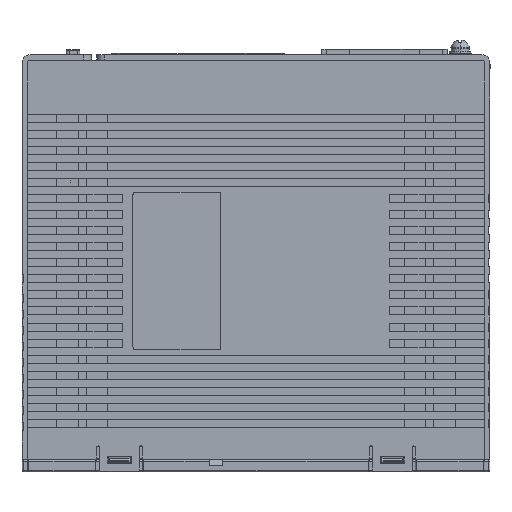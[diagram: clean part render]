
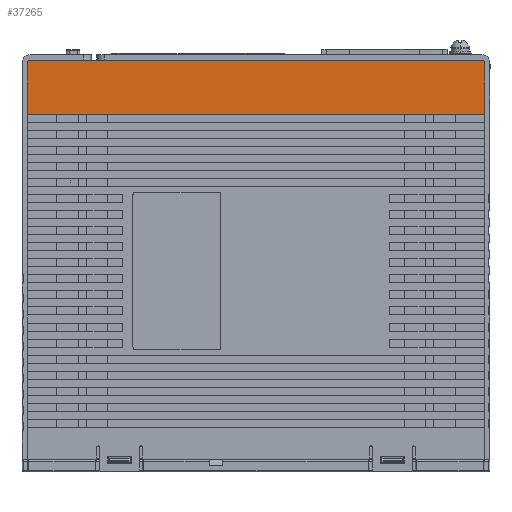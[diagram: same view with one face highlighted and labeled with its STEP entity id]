
A CAD part, left-side view. The second image highlights one B-rep face of the part: STEP entity #37265.
In plain terms, the highlighted planar face has unit normal (-1, 0, 0).
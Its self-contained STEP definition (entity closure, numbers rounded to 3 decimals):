
#4898=DIRECTION('',(0.,0.,1.));
#4899=VECTOR('',#4898,19.316);
#4900=CARTESIAN_POINT('',(0.,173.,-22.316));
#4901=LINE('',#4900,#4899);
#4902=CARTESIAN_POINT('',(0.,172.,-3.));
#4903=DIRECTION('',(1.,0.,0.));
#4904=DIRECTION('',(0.,1.,0.));
#4905=AXIS2_PLACEMENT_3D('',#4902,#4903,#4904);
#4907=DIRECTION('',(0.,-1.,0.));
#4908=VECTOR('',#4907,169.);
#4909=CARTESIAN_POINT('',(0.,172.,-2.));
#4910=LINE('',#4909,#4908);
#4911=CARTESIAN_POINT('',(0.,3.,-3.));
#4912=DIRECTION('',(1.,0.,0.));
#4913=DIRECTION('',(0.,0.,1.));
#4914=AXIS2_PLACEMENT_3D('',#4911,#4912,#4913);
#4916=DIRECTION('',(0.,0.,-1.));
#4917=VECTOR('',#4916,19.316);
#4918=CARTESIAN_POINT('',(0.,2.,-3.));
#4919=LINE('',#4918,#4917);
#4948=DIRECTION('',(0.,-1.,0.));
#4949=VECTOR('',#4948,171.);
#4950=CARTESIAN_POINT('',(0.,173.,-22.316));
#4951=LINE('',#4950,#4949);
#24701=CARTESIAN_POINT('',(0.,172.,-2.));
#24702=CARTESIAN_POINT('',(0.,3.,-2.));
#24703=VERTEX_POINT('',#24701);
#24704=VERTEX_POINT('',#24702);
#25673=CARTESIAN_POINT('',(0.,2.,-22.316));
#25674=VERTEX_POINT('',#25673);
#25675=CARTESIAN_POINT('',(0.,2.,-3.));
#25676=VERTEX_POINT('',#25675);
#25715=CARTESIAN_POINT('',(0.,173.,-3.));
#25716=VERTEX_POINT('',#25715);
#25717=CARTESIAN_POINT('',(0.,173.,-22.316));
#25718=VERTEX_POINT('',#25717);
#37250=CARTESIAN_POINT('',(0.,175.,0.));
#37251=DIRECTION('',(-1.,0.,0.));
#37252=DIRECTION('',(0.,-1.,0.));
#37253=AXIS2_PLACEMENT_3D('',#37250,#37251,#37252);
#37254=PLANE('',#37253);
#37256=ORIENTED_EDGE('',*,*,#37255,.F.);
#37257=ORIENTED_EDGE('',*,*,#37079,.T.);
#37258=ORIENTED_EDGE('',*,*,#37242,.T.);
#37259=ORIENTED_EDGE('',*,*,#35155,.T.);
#37261=ORIENTED_EDGE('',*,*,#37260,.T.);
#37262=ORIENTED_EDGE('',*,*,#36810,.T.);
#37263=EDGE_LOOP('',(#37256,#37257,#37258,#37259,#37261,#37262));
#37264=FACE_OUTER_BOUND('',#37263,.F.);
#37265=ADVANCED_FACE('',(#37264),#37254,.T.);
#4906=CIRCLE('',#4905,1.);
#4915=CIRCLE('',#4914,1.);
#35155=EDGE_CURVE('',#24703,#24704,#4910,.T.);
#36810=EDGE_CURVE('',#25676,#25674,#4919,.T.);
#37079=EDGE_CURVE('',#25718,#25716,#4901,.T.);
#37242=EDGE_CURVE('',#25716,#24703,#4906,.T.);
#37255=EDGE_CURVE('',#25718,#25674,#4951,.T.);
#37260=EDGE_CURVE('',#24704,#25676,#4915,.T.);
